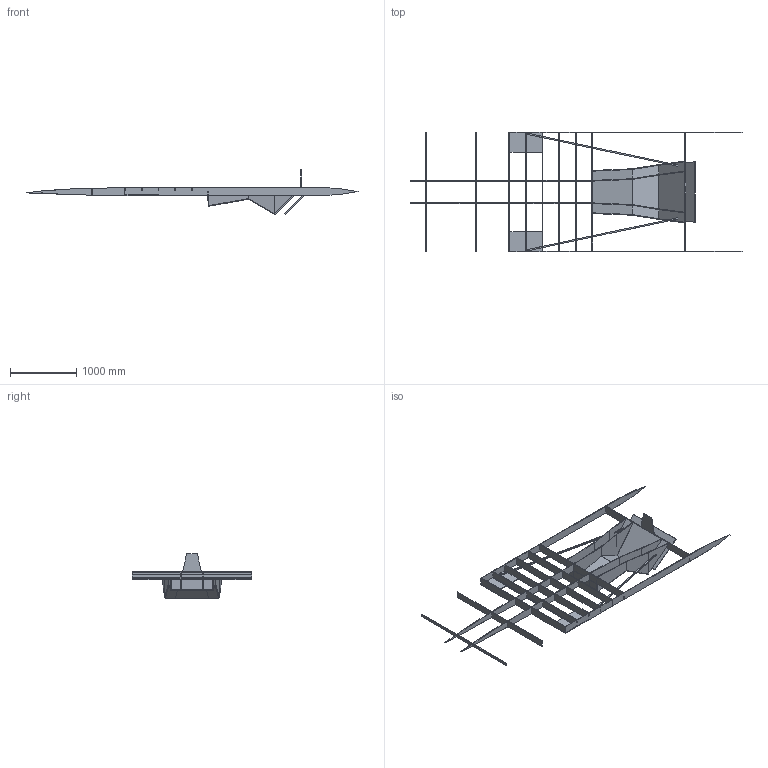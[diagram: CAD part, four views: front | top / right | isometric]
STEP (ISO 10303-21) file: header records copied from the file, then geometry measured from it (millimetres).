
FILE_DESCRIPTION(/* description */ ('','CAx-IF Rec.Pracs.---Representation and Presentation of Product Manufacturing Information (PMI)---4.0---2014-10-13'),/* implementation_level */ '2;1');
FILE_NAME(/* name */ 'fishtail more cadamaran frame v18.step',/* time_stamp */ '2024-12-25T23:06:29-08:00',/* author */ (''),/* organization */ (''),/* preprocessor_version */ 'ST-DEVELOPER v20',/* originating_system */ 'Autodesk Translation Framework v13.20.0.188',/* authorisation */ '');
FILE_SCHEMA (('AP242_MANAGED_MODEL_BASED_3D_ENGINEERING_MIM_LF { 1 0 10303 442 1 1 4 }'));
Length unit declared in the file: metre
Products named in the file (1): fishtail more cadamaran frame
Bounding box: 5000 x 1800 x 673.79 mm (x, y, z)
Volume: 66823073.9 mm3; surface area: 14466512.2 mm2
Topology: 42 solids, 42 shells, 534 faces, 1351 edges, 899 vertices
Faces by surface type: plane 499, bspline 35
Entity records: 16502 total; most frequent: CARTESIAN_POINT 3878, ORIENTED_EDGE 2702, DIRECTION 2287, EDGE_CURVE 1351, LINE 1287, VECTOR 1287, VERTEX_POINT 899, EDGE_LOOP 544
